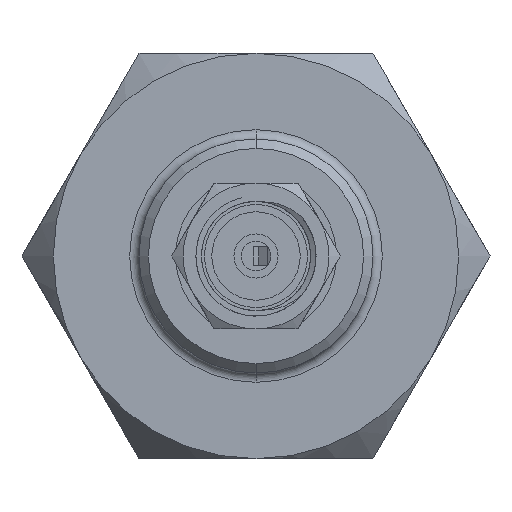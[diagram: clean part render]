
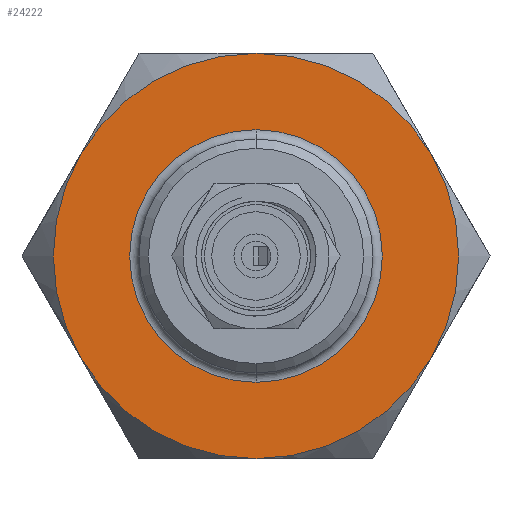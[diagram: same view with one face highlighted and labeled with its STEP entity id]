
A CAD part, left-side view. The second image highlights one B-rep face of the part: STEP entity #24222.
In plain terms, the highlighted face is planar.
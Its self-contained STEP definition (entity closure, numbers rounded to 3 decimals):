
#570 = DIRECTION ( 'NONE',  ( -1., 0., 0. ) ) ;
#655 = CARTESIAN_POINT ( 'NONE',  ( 12.725, 0., 0. ) ) ;
#778 = CIRCLE ( 'NONE', #12402, 5.5 ) ;
#1040 = VERTEX_POINT ( 'NONE', #27443 ) ;
#1850 = CARTESIAN_POINT ( 'NONE',  ( 12.725, 0., 0. ) ) ;
#2057 = CARTESIAN_POINT ( 'NONE',  ( 12.725, 0., 0. ) ) ;
#2135 = VERTEX_POINT ( 'NONE', #13033 ) ;
#2302 = VERTEX_POINT ( 'NONE', #19664 ) ;
#2614 = CARTESIAN_POINT ( 'NONE',  ( 12.725, 0., 0. ) ) ;
#2876 = CARTESIAN_POINT ( 'NONE',  ( 12.725, 0., 0. ) ) ;
#3876 = DIRECTION ( 'NONE',  ( -1., 0., 0. ) ) ;
#4178 = DIRECTION ( 'NONE',  ( 0., 0., 1. ) ) ;
#4367 = EDGE_CURVE ( 'NONE', #19085, #2135, #9647, .T. ) ;
#4823 = DIRECTION ( 'NONE',  ( -1., 0., 0. ) ) ;
#4908 = VERTEX_POINT ( 'NONE', #25240 ) ;
#5003 = DIRECTION ( 'NONE',  ( 0., 0., 1. ) ) ;
#5418 = CARTESIAN_POINT ( 'NONE',  ( 12.725, 0., 0. ) ) ;
#5509 = DIRECTION ( 'NONE',  ( -1., 0., 0. ) ) ;
#5539 = DIRECTION ( 'NONE',  ( -1., 0., 0. ) ) ;
#5572 = AXIS2_PLACEMENT_3D ( 'NONE', #20419, #20596, #7390 ) ;
#5821 = EDGE_CURVE ( 'NONE', #2302, #7784, #20676, .T. ) ;
#5893 = EDGE_CURVE ( 'NONE', #4908, #1040, #11041, .T. ) ;
#6822 = AXIS2_PLACEMENT_3D ( 'NONE', #2057, #10732, #17500 ) ;
#7026 = ORIENTED_EDGE ( 'NONE', *, *, #5893, .F. ) ;
#7390 = DIRECTION ( 'NONE',  ( 0., 0., 1. ) ) ;
#7784 = VERTEX_POINT ( 'NONE', #25494 ) ;
#8697 = DIRECTION ( 'NONE',  ( -1., 0., 0. ) ) ;
#8778 = AXIS2_PLACEMENT_3D ( 'NONE', #655, #570, #15922 ) ;
#8934 = ORIENTED_EDGE ( 'NONE', *, *, #19927, .F. ) ;
#9259 = DIRECTION ( 'NONE',  ( 1., 0., 0. ) ) ;
#9283 = AXIS2_PLACEMENT_3D ( 'NONE', #26187, #3876, #28405 ) ;
#9647 = CIRCLE ( 'NONE', #10818, 5.5 ) ;
#9972 = CARTESIAN_POINT ( 'NONE',  ( 12.725, 0., 3.429 ) ) ;
#10508 = CIRCLE ( 'NONE', #20215, 3.429 ) ;
#10732 = DIRECTION ( 'NONE',  ( -1., 0., 0. ) ) ;
#10818 = AXIS2_PLACEMENT_3D ( 'NONE', #21071, #5539, #12087 ) ;
#11041 = CIRCLE ( 'NONE', #8778, 5.5 ) ;
#11425 = ORIENTED_EDGE ( 'NONE', *, *, #23788, .T. ) ;
#11676 = ORIENTED_EDGE ( 'NONE', *, *, #23165, .T. ) ;
#12087 = DIRECTION ( 'NONE',  ( 0., 0., 1. ) ) ;
#12402 = AXIS2_PLACEMENT_3D ( 'NONE', #2614, #9259, #22586 ) ;
#13033 = CARTESIAN_POINT ( 'NONE',  ( 12.725, 4.763, -2.75 ) ) ;
#13228 = CIRCLE ( 'NONE', #9283, 3.429 ) ;
#13852 = EDGE_LOOP ( 'NONE', ( #15098, #14487, #8934, #7026, #25597, #16568 ) ) ;
#14205 = CARTESIAN_POINT ( 'NONE',  ( 12.725, 4.763, 2.75 ) ) ;
#14487 = ORIENTED_EDGE ( 'NONE', *, *, #5821, .F. ) ;
#14915 = EDGE_CURVE ( 'NONE', #7784, #19085, #19799, .T. ) ;
#15098 = ORIENTED_EDGE ( 'NONE', *, *, #14915, .F. ) ;
#15922 = DIRECTION ( 'NONE',  ( 0., 0., 1. ) ) ;
#16568 = ORIENTED_EDGE ( 'NONE', *, *, #4367, .F. ) ;
#17456 = AXIS2_PLACEMENT_3D ( 'NONE', #5418, #5509, #25198 ) ;
#17500 = DIRECTION ( 'NONE',  ( 0., 0., 1. ) ) ;
#18607 = VERTEX_POINT ( 'NONE', #24573 ) ;
#19085 = VERTEX_POINT ( 'NONE', #14205 ) ;
#19468 = FACE_BOUND ( 'NONE', #19543, .T. ) ;
#19543 = EDGE_LOOP ( 'NONE', ( #11425, #11676 ) ) ;
#19664 = CARTESIAN_POINT ( 'NONE',  ( 12.725, -4.763, 2.75 ) ) ;
#19690 = AXIS2_PLACEMENT_3D ( 'NONE', #2876, #4823, #5003 ) ;
#19799 = CIRCLE ( 'NONE', #6822, 5.5 ) ;
#19927 = EDGE_CURVE ( 'NONE', #1040, #2302, #23313, .T. ) ;
#20215 = AXIS2_PLACEMENT_3D ( 'NONE', #1850, #8697, #4178 ) ;
#20419 = CARTESIAN_POINT ( 'NONE',  ( 12.725, 6.351, 0. ) ) ;
#20596 = DIRECTION ( 'NONE',  ( -1., 0., 0. ) ) ;
#20676 = CIRCLE ( 'NONE', #19690, 5.5 ) ;
#21071 = CARTESIAN_POINT ( 'NONE',  ( 12.725, 0., 0. ) ) ;
#21524 = FACE_OUTER_BOUND ( 'NONE', #13852, .T. ) ;
#22586 = DIRECTION ( 'NONE',  ( 0., 0., -1. ) ) ;
#23165 = EDGE_CURVE ( 'NONE', #18607, #26356, #10508, .T. ) ;
#23313 = CIRCLE ( 'NONE', #17456, 5.5 ) ;
#23788 = EDGE_CURVE ( 'NONE', #26356, #18607, #13228, .T. ) ;
#24222 = ADVANCED_FACE ( 'NONE', ( #19468, #21524 ), #24859, .F. ) ;
#24573 = CARTESIAN_POINT ( 'NONE',  ( 12.725, 0., -3.429 ) ) ;
#24859 = PLANE ( 'NONE',  #5572 ) ;
#25024 = EDGE_CURVE ( 'NONE', #4908, #2135, #778, .T. ) ;
#25198 = DIRECTION ( 'NONE',  ( 0., 0., 1. ) ) ;
#25240 = CARTESIAN_POINT ( 'NONE',  ( 12.725, 0., -5.5 ) ) ;
#25494 = CARTESIAN_POINT ( 'NONE',  ( 12.725, 0., 5.5 ) ) ;
#25597 = ORIENTED_EDGE ( 'NONE', *, *, #25024, .T. ) ;
#26187 = CARTESIAN_POINT ( 'NONE',  ( 12.725, 0., 0. ) ) ;
#26356 = VERTEX_POINT ( 'NONE', #9972 ) ;
#27443 = CARTESIAN_POINT ( 'NONE',  ( 12.725, -4.763, -2.75 ) ) ;
#28405 = DIRECTION ( 'NONE',  ( 0., 0., 1. ) ) ;
